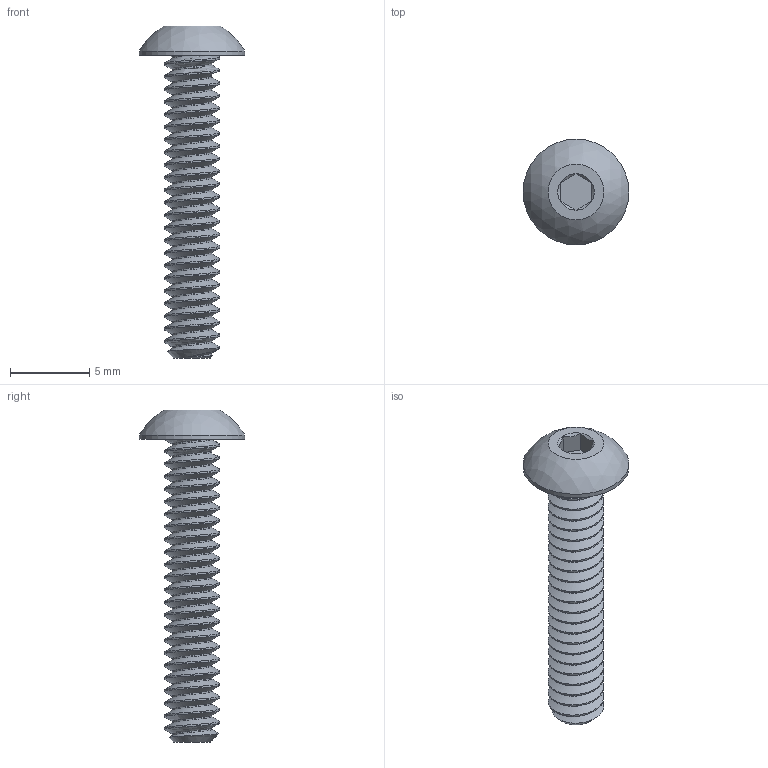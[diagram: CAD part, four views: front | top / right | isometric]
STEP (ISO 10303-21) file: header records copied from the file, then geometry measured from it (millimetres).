
FILE_DESCRIPTION(/* description */ (''),/* implementation_level */ '2;1');
FILE_NAME(/* name */ 'B5 Buttton-Head Screw v1.step',/* time_stamp */ '2019-03-22T21:18:01-04:00',/* author */ ('kevincloutierX82J2'),/* organization */ (''),/* preprocessor_version */ 'ST-DEVELOPER v17.2',/* originating_system */ 'Autodesk Translation Framework v7.6.0.251',/* authorisation */ '');
FILE_SCHEMA (('CONFIG_CONTROL_DESIGN','AUTOMOTIVE_DESIGN { 1 0 10303 214 3 1 1 }'));
Length unit declared in the file: millimetre
Products named in the file (1): B5 Buttton-Head Screw
Bounding box: 6.65 x 6.65 x 20.9 mm (x, y, z)
Volume: 177.3 mm3; surface area: 405.1 mm2
Topology: 1 solids, 1 shells, 70 faces, 187 edges, 122 vertices
Faces by surface type: cylinder 50, plane 10, cone 7, bspline 2, sphere 1
Full cylindrical faces by diameter (mm): 2.474 x24, 3.505 x22, 6.655 x1
Entity records: 5992 total; most frequent: CARTESIAN_POINT 4473, ORIENTED_EDGE 374, DIRECTION 235, EDGE_CURVE 187, VERTEX_POINT 122, AXIS2_PLACEMENT_3D 87, EDGE_LOOP 73, FACE_OUTER_BOUND 70
